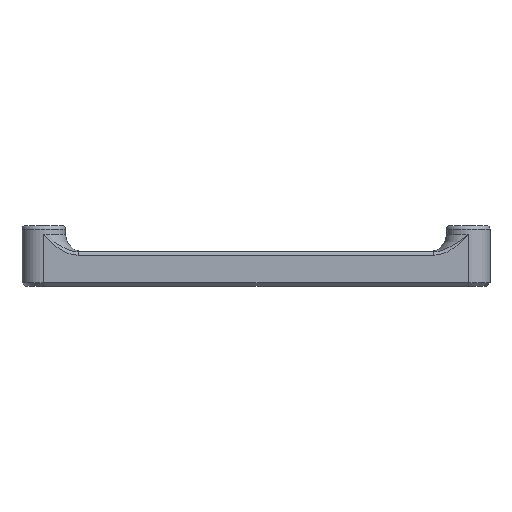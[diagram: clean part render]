
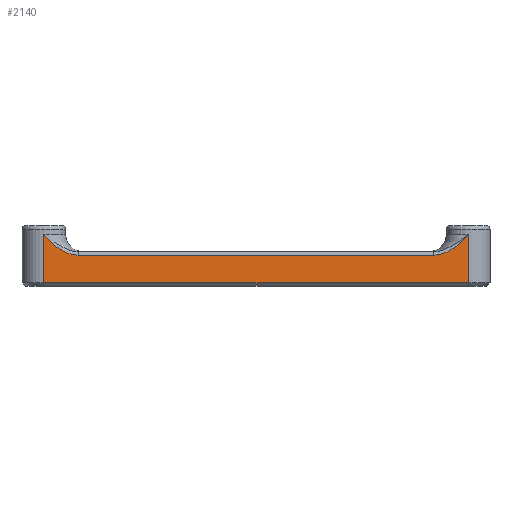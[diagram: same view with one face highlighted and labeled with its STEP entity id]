
A CAD part, front view. The second image highlights one B-rep face of the part: STEP entity #2140.
In plain terms, the highlighted planar face has unit normal (0, -1, 0).
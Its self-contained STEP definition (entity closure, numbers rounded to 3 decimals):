
#232=B_SPLINE_CURVE_WITH_KNOTS('',3,(#3550,#3551,#3552,#3553,#3554,#3555,
#3556,#3557,#3558,#3559,#3560,#3561),.UNSPECIFIED.,.F.,.F.,(4,1,1,1,1,1,
1,2,4),(0.,0.095,0.191,0.286,0.334,
0.381,0.429,0.477,0.478),
 .UNSPECIFIED.);
#233=B_SPLINE_CURVE_WITH_KNOTS('',3,(#3564,#3565,#3566,#3567,#3568,#3569,
#3570,#3571),.UNSPECIFIED.,.F.,.F.,(4,2,1,1,4),(-0.001,0.,
0.191,0.286,0.477),.UNSPECIFIED.);
#318=FACE_OUTER_BOUND('',#462,.T.);
#462=EDGE_LOOP('',(#1680,#1681,#1682,#1683,#1684,#1685));
#639=LINE('',#3431,#809);
#673=LINE('',#3544,#843);
#674=LINE('',#3548,#844);
#675=LINE('',#3563,#845);
#809=VECTOR('',#2637,10.);
#843=VECTOR('',#2739,10.);
#844=VECTOR('',#2744,10.);
#845=VECTOR('',#2745,10.);
#983=VERTEX_POINT('',#3418);
#987=VERTEX_POINT('',#3430);
#1020=VERTEX_POINT('',#3543);
#1021=VERTEX_POINT('',#3547);
#1022=VERTEX_POINT('',#3549);
#1023=VERTEX_POINT('',#3562);
#1207=EDGE_CURVE('',#983,#987,#639,.T.);
#1259=EDGE_CURVE('',#987,#1020,#673,.T.);
#1261=EDGE_CURVE('',#983,#1021,#674,.T.);
#1262=EDGE_CURVE('',#1022,#1021,#232,.T.);
#1263=EDGE_CURVE('',#1023,#1022,#675,.T.);
#1264=EDGE_CURVE('',#1020,#1023,#233,.T.);
#1680=ORIENTED_EDGE('',*,*,#1207,.F.);
#1681=ORIENTED_EDGE('',*,*,#1261,.T.);
#1682=ORIENTED_EDGE('',*,*,#1262,.F.);
#1683=ORIENTED_EDGE('',*,*,#1263,.F.);
#1684=ORIENTED_EDGE('',*,*,#1264,.F.);
#1685=ORIENTED_EDGE('',*,*,#1259,.F.);
#2067=PLANE('',#2316);
#2140=ADVANCED_FACE('',(#318),#2067,.T.);
#2316=AXIS2_PLACEMENT_3D('',#3546,#2742,#2743);
#2637=DIRECTION('',(-1.,0.,0.));
#2739=DIRECTION('',(0.,0.,1.));
#2742=DIRECTION('center_axis',(0.,-1.,0.));
#2743=DIRECTION('ref_axis',(1.,0.,0.));
#2744=DIRECTION('',(0.,0.,1.));
#2745=DIRECTION('',(1.,0.,0.));
#3418=CARTESIAN_POINT('',(96.102,6.736,0.4));
#3430=CARTESIAN_POINT('',(47.102,6.736,0.4));
#3431=CARTESIAN_POINT('',(59.351,6.736,0.4));
#3543=CARTESIAN_POINT('',(47.102,6.736,6.));
#3544=CARTESIAN_POINT('',(47.102,6.736,0.));
#3546=CARTESIAN_POINT('Origin',(47.102,6.736,0.));
#3547=CARTESIAN_POINT('',(96.102,6.736,6.));
#3548=CARTESIAN_POINT('',(96.102,6.736,0.));
#3549=CARTESIAN_POINT('',(92.122,6.736,3.6));
#3550=CARTESIAN_POINT('Ctrl Pts',(92.122,6.736,3.6));
#3551=CARTESIAN_POINT('Ctrl Pts',(92.439,6.736,3.6));
#3552=CARTESIAN_POINT('Ctrl Pts',(93.081,6.736,3.701));
#3553=CARTESIAN_POINT('Ctrl Pts',(93.959,6.736,4.09));
#3554=CARTESIAN_POINT('Ctrl Pts',(94.616,6.736,4.554));
#3555=CARTESIAN_POINT('Ctrl Pts',(95.094,6.736,4.971));
#3556=CARTESIAN_POINT('Ctrl Pts',(95.438,6.736,5.302));
#3557=CARTESIAN_POINT('Ctrl Pts',(95.77,6.736,5.646));
#3558=CARTESIAN_POINT('Ctrl Pts',(95.987,6.736,5.878));
#3559=CARTESIAN_POINT('Ctrl Pts',(96.098,6.736,5.996));
#3560=CARTESIAN_POINT('Ctrl Pts',(96.1,6.736,5.998));
#3561=CARTESIAN_POINT('Ctrl Pts',(96.102,6.736,6.));
#3562=CARTESIAN_POINT('',(51.081,6.736,3.6));
#3563=CARTESIAN_POINT('',(59.351,6.736,3.6));
#3564=CARTESIAN_POINT('Ctrl Pts',(47.102,6.736,6.));
#3565=CARTESIAN_POINT('Ctrl Pts',(47.103,6.736,5.998));
#3566=CARTESIAN_POINT('Ctrl Pts',(47.105,6.736,5.996));
#3567=CARTESIAN_POINT('Ctrl Pts',(47.542,6.736,5.53));
#3568=CARTESIAN_POINT('Ctrl Pts',(48.202,6.736,4.832));
#3569=CARTESIAN_POINT('Ctrl Pts',(49.504,6.736,3.905));
#3570=CARTESIAN_POINT('Ctrl Pts',(50.446,6.736,3.6));
#3571=CARTESIAN_POINT('Ctrl Pts',(51.081,6.736,3.6));
